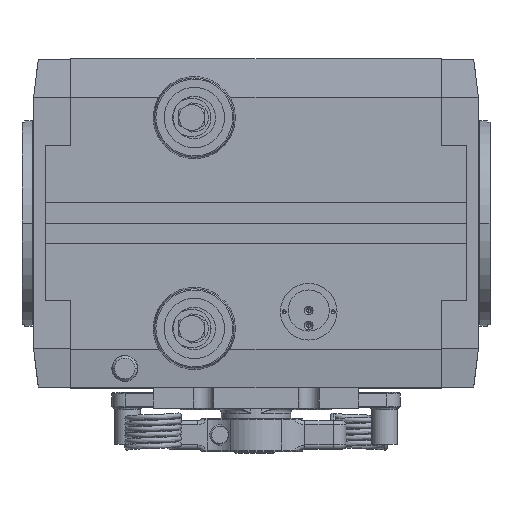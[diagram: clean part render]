
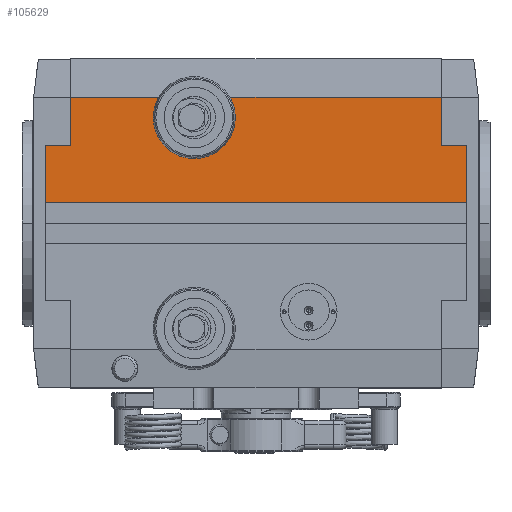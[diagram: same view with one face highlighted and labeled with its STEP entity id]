
A CAD part, top view. The second image highlights one B-rep face of the part: STEP entity #105629.
In plain terms, the highlighted planar face has unit normal (0, 0, 1).
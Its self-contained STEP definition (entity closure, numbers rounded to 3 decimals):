
#2025 = EDGE_CURVE ( 'NONE', #96285, #128451, #91591, .T. ) ;
#4734 = CARTESIAN_POINT ( 'NONE',  ( 82., 30., 55. ) ) ;
#5621 = LINE ( 'NONE', #85778, #90704 ) ;
#8132 = EDGE_CURVE ( 'NONE', #68219, #8348, #113838, .T. ) ;
#8348 = VERTEX_POINT ( 'NONE', #51262 ) ;
#11946 = ORIENTED_EDGE ( 'NONE', *, *, #97858, .T. ) ;
#12171 = EDGE_CURVE ( 'NONE', #140557, #67463, #103511, .T. ) ;
#13826 = CARTESIAN_POINT ( 'NONE',  ( 82., 8., 55. ) ) ;
#15507 = DIRECTION ( 'NONE',  ( -1., 0., 0. ) ) ;
#15852 = DIRECTION ( 'NONE',  ( 0., 0., 1. ) ) ;
#15955 = CARTESIAN_POINT ( 'NONE',  ( 82., 8., 55. ) ) ;
#17443 = EDGE_CURVE ( 'NONE', #67463, #128451, #49172, .T. ) ;
#20742 = ORIENTED_EDGE ( 'NONE', *, *, #17443, .T. ) ;
#21943 = ORIENTED_EDGE ( 'NONE', *, *, #127590, .T. ) ;
#23982 = VECTOR ( 'NONE', #154468, 1000. ) ;
#25604 = CARTESIAN_POINT ( 'NONE',  ( 82., 49., 55. ) ) ;
#25751 = CARTESIAN_POINT ( 'NONE',  ( -82., 30., 55. ) ) ;
#26202 = ORIENTED_EDGE ( 'NONE', *, *, #93069, .F. ) ;
#27439 = DIRECTION ( 'NONE',  ( -1., 0., 0. ) ) ;
#34979 = EDGE_LOOP ( 'NONE', ( #57042, #11946, #133373, #21943, #144612, #149021, #20742, #98497 ) ) ;
#36512 = DIRECTION ( 'NONE',  ( 1., 0., 0. ) ) ;
#41523 = LINE ( 'NONE', #79382, #23982 ) ;
#43983 = DIRECTION ( 'NONE',  ( 0., -1., 0. ) ) ;
#45634 = CARTESIAN_POINT ( 'NONE',  ( -82., 30., 55. ) ) ;
#49172 = LINE ( 'NONE', #73509, #92604 ) ;
#49963 = CARTESIAN_POINT ( 'NONE',  ( 72., 30., 55. ) ) ;
#51262 = CARTESIAN_POINT ( 'NONE',  ( -20., 41., 55. ) ) ;
#52726 = DIRECTION ( 'NONE',  ( 0., -1., 0. ) ) ;
#53897 = AXIS2_PLACEMENT_3D ( 'NONE', #87680, #113842, #139011 ) ;
#57042 = ORIENTED_EDGE ( 'NONE', *, *, #71021, .F. ) ;
#59155 = CIRCLE ( 'NONE', #53897, 5. ) ;
#60119 = CARTESIAN_POINT ( 'NONE',  ( -72., 49., 55. ) ) ;
#64509 = LINE ( 'NONE', #117645, #94396 ) ;
#67463 = VERTEX_POINT ( 'NONE', #45634 ) ;
#68219 = VERTEX_POINT ( 'NONE', #116572 ) ;
#71021 = EDGE_CURVE ( 'NONE', #153896, #96285, #140334, .T. ) ;
#73509 = CARTESIAN_POINT ( 'NONE',  ( -82., 49., 55. ) ) ;
#74002 = CARTESIAN_POINT ( 'NONE',  ( -72., 30., 55. ) ) ;
#74394 = CARTESIAN_POINT ( 'NONE',  ( 82., 49., 55. ) ) ;
#75690 = ORIENTED_EDGE ( 'NONE', *, *, #8132, .F. ) ;
#76072 = FACE_BOUND ( 'NONE', #77640, .T. ) ;
#77640 = EDGE_LOOP ( 'NONE', ( #75690, #26202 ) ) ;
#79382 = CARTESIAN_POINT ( 'NONE',  ( 72., 30., 55. ) ) ;
#85778 = CARTESIAN_POINT ( 'NONE',  ( 82., 30., 55. ) ) ;
#87680 = CARTESIAN_POINT ( 'NONE',  ( -25., 41., 55. ) ) ;
#88811 = VECTOR ( 'NONE', #43983, 1000. ) ;
#90704 = VECTOR ( 'NONE', #150650, 1000. ) ;
#91591 = LINE ( 'NONE', #13826, #109541 ) ;
#92413 = CARTESIAN_POINT ( 'NONE',  ( -82., 8., 55. ) ) ;
#92604 = VECTOR ( 'NONE', #100611, 1000. ) ;
#93069 = EDGE_CURVE ( 'NONE', #8348, #68219, #59155, .T. ) ;
#94396 = VECTOR ( 'NONE', #156305, 1000. ) ;
#94978 = AXIS2_PLACEMENT_3D ( 'NONE', #141538, #15852, #130610 ) ;
#96285 = VERTEX_POINT ( 'NONE', #15955 ) ;
#97237 = VERTEX_POINT ( 'NONE', #49963 ) ;
#97858 = EDGE_CURVE ( 'NONE', #153896, #97237, #5621, .T. ) ;
#98497 = ORIENTED_EDGE ( 'NONE', *, *, #2025, .F. ) ;
#99043 = DIRECTION ( 'NONE',  ( 0., 0., -1. ) ) ;
#100611 = DIRECTION ( 'NONE',  ( 0., -1., 0. ) ) ;
#103511 = LINE ( 'NONE', #25751, #114551 ) ;
#105629 = ADVANCED_FACE ( 'NONE', ( #76072, #125043 ), #153622, .F. ) ;
#105684 = EDGE_CURVE ( 'NONE', #97237, #140125, #41523, .T. ) ;
#109541 = VECTOR ( 'NONE', #15507, 1000. ) ;
#112966 = AXIS2_PLACEMENT_3D ( 'NONE', #74394, #99043, #36512 ) ;
#113838 = CIRCLE ( 'NONE', #94978, 5. ) ;
#113842 = DIRECTION ( 'NONE',  ( 0., 0., 1. ) ) ;
#114551 = VECTOR ( 'NONE', #27439, 1000. ) ;
#116572 = CARTESIAN_POINT ( 'NONE',  ( -30., 41., 55. ) ) ;
#117645 = CARTESIAN_POINT ( 'NONE',  ( 82., 49., 55. ) ) ;
#122351 = LINE ( 'NONE', #146750, #88811 ) ;
#125043 = FACE_OUTER_BOUND ( 'NONE', #34979, .T. ) ;
#127590 = EDGE_CURVE ( 'NONE', #140125, #156034, #64509, .T. ) ;
#128451 = VERTEX_POINT ( 'NONE', #92413 ) ;
#129243 = VECTOR ( 'NONE', #52726, 1000. ) ;
#130610 = DIRECTION ( 'NONE',  ( -1., 0., 0. ) ) ;
#133373 = ORIENTED_EDGE ( 'NONE', *, *, #105684, .T. ) ;
#139011 = DIRECTION ( 'NONE',  ( -1., 0., 0. ) ) ;
#140125 = VERTEX_POINT ( 'NONE', #165602 ) ;
#140334 = LINE ( 'NONE', #25604, #129243 ) ;
#140557 = VERTEX_POINT ( 'NONE', #74002 ) ;
#141538 = CARTESIAN_POINT ( 'NONE',  ( -25., 41., 55. ) ) ;
#144612 = ORIENTED_EDGE ( 'NONE', *, *, #162306, .T. ) ;
#146750 = CARTESIAN_POINT ( 'NONE',  ( -72., 30., 55. ) ) ;
#149021 = ORIENTED_EDGE ( 'NONE', *, *, #12171, .T. ) ;
#150650 = DIRECTION ( 'NONE',  ( -1., 0., 0. ) ) ;
#153622 = PLANE ( 'NONE',  #112966 ) ;
#153896 = VERTEX_POINT ( 'NONE', #4734 ) ;
#154468 = DIRECTION ( 'NONE',  ( 0., 1., 0. ) ) ;
#156034 = VERTEX_POINT ( 'NONE', #60119 ) ;
#156305 = DIRECTION ( 'NONE',  ( -1., 0., 0. ) ) ;
#162306 = EDGE_CURVE ( 'NONE', #156034, #140557, #122351, .T. ) ;
#165602 = CARTESIAN_POINT ( 'NONE',  ( 72., 49., 55. ) ) ;
